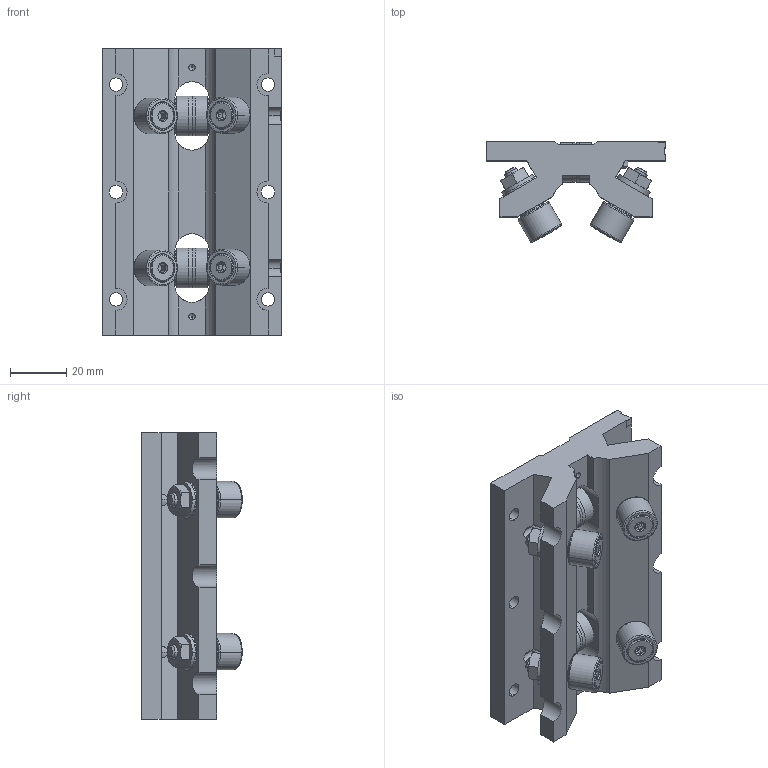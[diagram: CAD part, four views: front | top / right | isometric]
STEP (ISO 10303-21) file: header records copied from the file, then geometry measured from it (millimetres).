
FILE_DESCRIPTION (( 'STEP AP203' ), '1' );
FILE_NAME ('TWN-10-OPN.step', '2024-10-21T11:12:39', ( '' ), ( '' ), 'SwSTEP 2.0', 'SolidWorks 2023', '' );
FILE_SCHEMA (( 'CONFIG_CONTROL_DESIGN' ));
Length unit declared in the file: inch
Products named in the file (1): TWN-10-OPN
Bounding box: 63.5 x 35.69 x 101.6 mm (x, y, z)
Volume: 99542.9 mm3; surface area: 37402.3 mm2
Topology: 21 solids, 21 shells, 602 faces, 1456 edges, 914 vertices
Faces by surface type: plane 248, cylinder 190, cone 132, bspline 16, torus 8, sphere 8
Entity records: 18813 total; most frequent: CARTESIAN_POINT 4527, DIRECTION 3062, ORIENTED_EDGE 2880, EDGE_CURVE 1440, AXIS2_PLACEMENT_3D 1189, VERTEX_POINT 914, EDGE_LOOP 696, LINE 684
